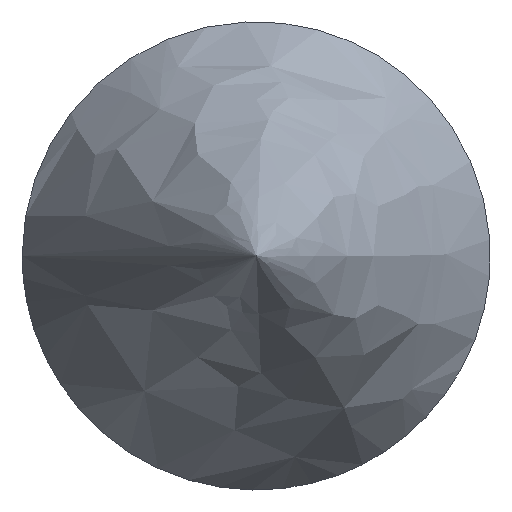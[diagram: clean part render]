
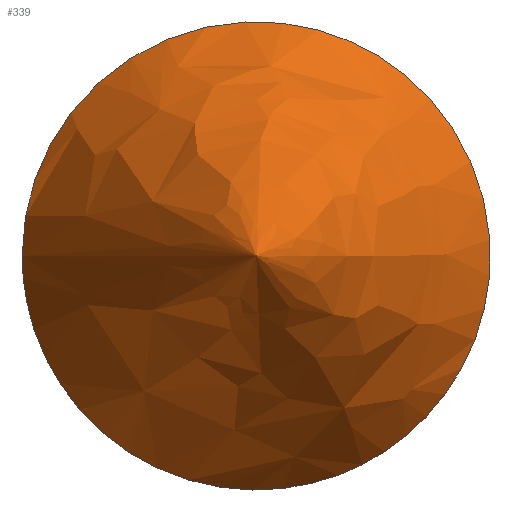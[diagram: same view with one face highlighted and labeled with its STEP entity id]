
A CAD part, left-side view. The second image highlights one B-rep face of the part: STEP entity #339.
In plain terms, the highlighted free-form (B-spline) face has degree [2, 1] with [7, 2] control points.
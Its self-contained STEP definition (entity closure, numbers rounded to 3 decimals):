
#308 = VERTEX_POINT('',#309);
#309 = CARTESIAN_POINT('',(-76.288,25.716,0.));
#314 = EDGE_CURVE('',#308,#308,#315,.T.);
#315 = ( BOUNDED_CURVE() B_SPLINE_CURVE(2,(#316,#317,#318,#319,#320,#321
,#322),.UNSPECIFIED.,.T.,.F.) B_SPLINE_CURVE_WITH_KNOTS((1,2,2,2,2,1),(
    -2.094,0.,2.094,4.189,6.283,
8.378),.UNSPECIFIED.) CURVE() GEOMETRIC_REPRESENTATION_ITEM() 
RATIONAL_B_SPLINE_CURVE((1.,0.5,1.,0.5,1.,0.5,1.)) REPRESENTATION_ITEM(
  '') );
#316 = CARTESIAN_POINT('',(-76.288,25.716,0.));
#317 = CARTESIAN_POINT('',(-76.288,25.716,
    44.541));
#318 = CARTESIAN_POINT('',(-76.288,-12.858,
    22.27));
#319 = CARTESIAN_POINT('',(-76.288,-51.431,
    0.));
#320 = CARTESIAN_POINT('',(-76.288,-12.858,
    -22.27));
#321 = CARTESIAN_POINT('',(-76.288,25.716,
    -44.541));
#322 = CARTESIAN_POINT('',(-76.288,25.716,0.));
#339 = ADVANCED_FACE('',(#340),#351,.T.);
#340 = FACE_BOUND('',#341,.T.);
#341 = EDGE_LOOP('',(#342,#343,#350));
#342 = ORIENTED_EDGE('',*,*,#314,.F.);
#343 = ORIENTED_EDGE('',*,*,#344,.F.);
#344 = EDGE_CURVE('',#345,#308,#347,.T.);
#345 = VERTEX_POINT('',#346);
#346 = CARTESIAN_POINT('',(-120.829,0.,0.));
#347 = B_SPLINE_CURVE_WITH_KNOTS('',1,(#348,#349),.UNSPECIFIED.,.F.,.F.,
  (2,2),(-22.35,22.35),.PIECEWISE_BEZIER_KNOTS.);
#348 = CARTESIAN_POINT('',(-120.829,0.,0.));
#349 = CARTESIAN_POINT('',(-76.288,25.716,
    0.));
#350 = ORIENTED_EDGE('',*,*,#344,.T.);
#351 = ( BOUNDED_SURFACE() B_SPLINE_SURFACE(2,1,(
    (#352,#353)
    ,(#354,#355)
    ,(#356,#357)
    ,(#358,#359)
    ,(#360,#361)
    ,(#362,#363)
,(#364,#365
    )),.UNSPECIFIED.,.T.,.F.,.F.) B_SPLINE_SURFACE_WITH_KNOTS((1,2,2,2,2
    ,1),(2,2),(-2.094,0.,2.094,4.189,
    6.283,8.378),(-22.35,22.35),.UNSPECIFIED.) 
GEOMETRIC_REPRESENTATION_ITEM() RATIONAL_B_SPLINE_SURFACE((
    (1.,1.)
    ,(0.5,0.5)
    ,(1.,1.)
    ,(0.5,0.5)
    ,(1.,1.)
    ,(0.5,0.5)
,(1.,1.))) REPRESENTATION_ITEM('') SURFACE() );
#352 = CARTESIAN_POINT('',(-120.829,0.,0.));
#353 = CARTESIAN_POINT('',(-76.288,25.716,0.));
#354 = CARTESIAN_POINT('',(-120.829,0.,0.));
#355 = CARTESIAN_POINT('',(-76.288,25.716,
    44.541));
#356 = CARTESIAN_POINT('',(-120.829,0.,0.));
#357 = CARTESIAN_POINT('',(-76.288,-12.858,
    22.27));
#358 = CARTESIAN_POINT('',(-120.829,0.,0.));
#359 = CARTESIAN_POINT('',(-76.288,-51.431,
    0.));
#360 = CARTESIAN_POINT('',(-120.829,0.,0.));
#361 = CARTESIAN_POINT('',(-76.288,-12.858,
    -22.27));
#362 = CARTESIAN_POINT('',(-120.829,0.,0.));
#363 = CARTESIAN_POINT('',(-76.288,25.716,
    -44.541));
#364 = CARTESIAN_POINT('',(-120.829,0.,0.));
#365 = CARTESIAN_POINT('',(-76.288,25.716,0.));
